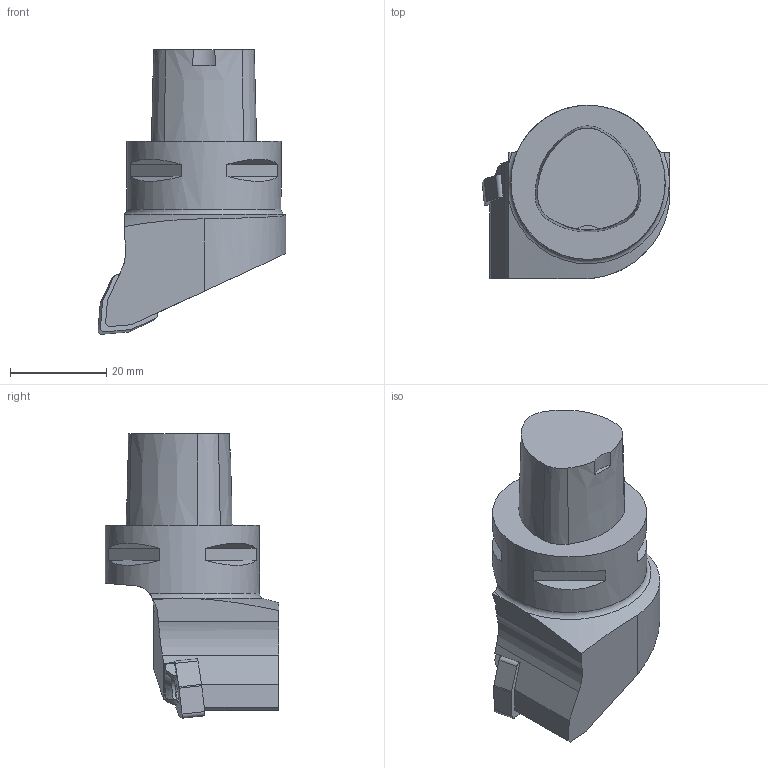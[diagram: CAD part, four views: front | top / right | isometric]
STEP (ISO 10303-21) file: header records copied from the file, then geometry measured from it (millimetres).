
FILE_DESCRIPTION(/* description */ (''),/* implementation_level */ '2;1');
FILE_NAME(/* name */ '1543813505760.stp',/* time_stamp */ '2018-12-03T10:35:29+05:00',/* author */ (''),/* organization */ ('SMS'),/* preprocessor_version */ 'ST-DEVELOPER v15',/* originating_system */ 'SIEMENS PLM Software NX 8.5',/* authorisation */ '');
FILE_SCHEMA (('AUTOMOTIVE_DESIGN { 1 0 10303 214 3 1 1 1 }'));
Length unit declared in the file: millimetre
Products named in the file (4): ASSEMBLY_CONSTRUCTION; IsoTurningInsert; 201754055mod000_01; 201754053mod000_01
Assembly tree (3 placements, depth 2):
  201754053mod000_01
    201754055mod000_01
    IsoTurningInsert
    ASSEMBLY_CONSTRUCTION
Bounding box: 38.99 x 35.97 x 58.99 mm (x, y, z)
Volume: 31703.4 mm3; surface area: 7154.2 mm2
Topology: 2 solids, 2 shells, 78 faces, 204 edges, 142 vertices
Faces by surface type: plane 49, cylinder 19, cone 9, torus 1
Full cylindrical faces by diameter (mm): 3.81 x2, 32 x1
Entity records: 2682 total; most frequent: CARTESIAN_POINT 578, DIRECTION 422, ORIENTED_EDGE 396, EDGE_CURVE 198, AXIS2_PLACEMENT_3D 153, VERTEX_POINT 133, LINE 116, VECTOR 116
